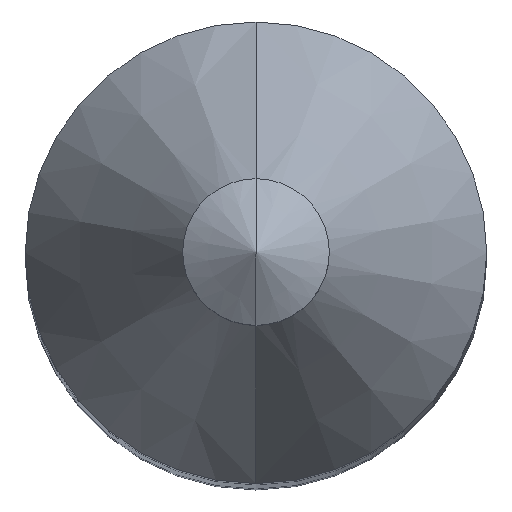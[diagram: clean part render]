
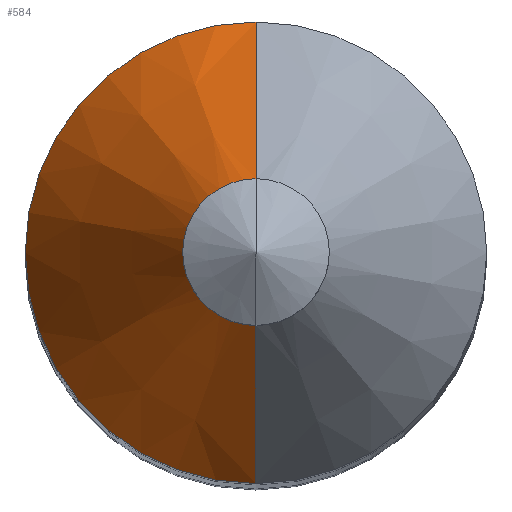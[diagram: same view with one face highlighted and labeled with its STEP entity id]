
A CAD part, top view. The second image highlights one B-rep face of the part: STEP entity #584.
In plain terms, the highlighted conical face has half-angle 30 degrees and reference radius 0.5 mm.
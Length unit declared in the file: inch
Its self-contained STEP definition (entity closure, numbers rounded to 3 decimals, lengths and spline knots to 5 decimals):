
#16 = CARTESIAN_POINT ( 'NONE',  ( 0., 0.0197, 0.5688 ) ) ;
#29 = EDGE_CURVE ( 'NONE', #83, #495, #390, .T. ) ;
#50 = EDGE_CURVE ( 'NONE', #408, #609, #232, .T. ) ;
#56 = ORIENTED_EDGE ( 'NONE', *, *, #569, .F. ) ;
#83 = VERTEX_POINT ( 'NONE', #125 ) ;
#110 = AXIS2_PLACEMENT_3D ( 'NONE', #395, #131, #388 ) ;
#125 = CARTESIAN_POINT ( 'NONE',  ( 0., 0.0197, 0.5688 ) ) ;
#127 = FACE_OUTER_BOUND ( 'NONE', #424, .T. ) ;
#130 = ORIENTED_EDGE ( 'NONE', *, *, #462, .T. ) ;
#131 = DIRECTION ( 'NONE',  ( 0., 0., 1. ) ) ;
#136 = VECTOR ( 'NONE', #238, 39.37008 ) ;
#176 = DIRECTION ( 'NONE',  ( 0., 0.5, -0.866 ) ) ;
#198 = CONICAL_SURFACE ( 'NONE', #681, 0.0197, 0.524 ) ;
#199 = ORIENTED_EDGE ( 'NONE', *, *, #50, .F. ) ;
#222 = CIRCLE ( 'NONE', #110, 0.062 ) ;
#232 = LINE ( 'NONE', #550, #136 ) ;
#238 = DIRECTION ( 'NONE',  ( 0., -0.5, -0.866 ) ) ;
#388 = DIRECTION ( 'NONE',  ( 0., -1., 0. ) ) ;
#390 = LINE ( 'NONE', #16, #622 ) ;
#395 = CARTESIAN_POINT ( 'NONE',  ( 0., 0., 0.49553 ) ) ;
#404 = DIRECTION ( 'NONE',  ( 0., -1., 0. ) ) ;
#405 = AXIS2_PLACEMENT_3D ( 'NONE', #547, #442, #611 ) ;
#408 = VERTEX_POINT ( 'NONE', #446 ) ;
#424 = EDGE_LOOP ( 'NONE', ( #56, #701, #130, #199 ) ) ;
#442 = DIRECTION ( 'NONE',  ( 0., 0., 1. ) ) ;
#446 = CARTESIAN_POINT ( 'NONE',  ( 0., -0.0197, 0.5688 ) ) ;
#462 = EDGE_CURVE ( 'NONE', #495, #609, #222, .T. ) ;
#494 = CARTESIAN_POINT ( 'NONE',  ( 0., 0.062, 0.49553 ) ) ;
#495 = VERTEX_POINT ( 'NONE', #494 ) ;
#501 = CARTESIAN_POINT ( 'NONE',  ( 0., 0., 0.5688 ) ) ;
#512 = DIRECTION ( 'NONE',  ( 0., 0., -1. ) ) ;
#547 = CARTESIAN_POINT ( 'NONE',  ( 0., 0., 0.5688 ) ) ;
#550 = CARTESIAN_POINT ( 'NONE',  ( 0., -0.0197, 0.5688 ) ) ;
#569 = EDGE_CURVE ( 'NONE', #83, #408, #673, .T. ) ;
#584 = ADVANCED_FACE ( 'NONE', ( #127 ), #198, .T. ) ;
#609 = VERTEX_POINT ( 'NONE', #678 ) ;
#611 = DIRECTION ( 'NONE',  ( 0., -1., 0. ) ) ;
#622 = VECTOR ( 'NONE', #176, 39.37008 ) ;
#673 = CIRCLE ( 'NONE', #405, 0.0197 ) ;
#678 = CARTESIAN_POINT ( 'NONE',  ( 0., -0.062, 0.49553 ) ) ;
#681 = AXIS2_PLACEMENT_3D ( 'NONE', #501, #512, #404 ) ;
#701 = ORIENTED_EDGE ( 'NONE', *, *, #29, .T. ) ;
